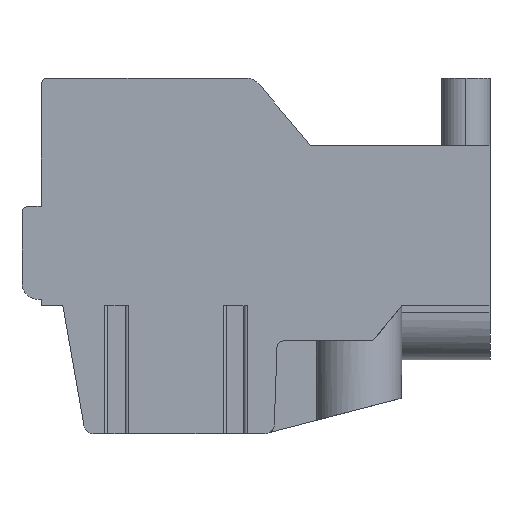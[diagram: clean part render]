
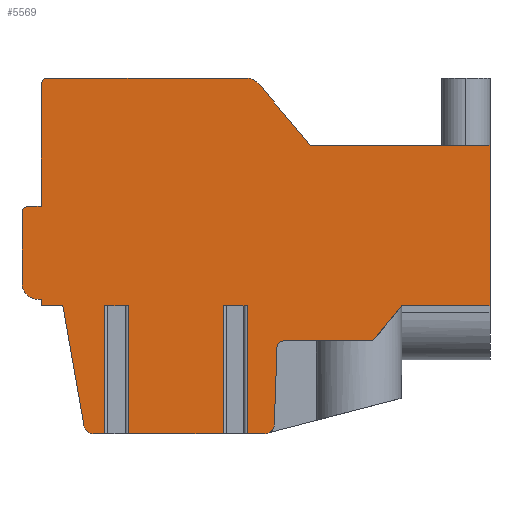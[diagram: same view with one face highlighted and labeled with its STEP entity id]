
A CAD part, front view. The second image highlights one B-rep face of the part: STEP entity #5569.
In plain terms, the highlighted planar face has unit normal (0, -1, 0).
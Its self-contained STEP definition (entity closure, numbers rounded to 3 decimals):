
#1=DIRECTION('',(1.,0.,0.));
#2=VECTOR('',#1,0.746);
#3=CARTESIAN_POINT('',(-12.023,0.,-7.186));
#4=LINE('',#3,#2);
#5=DIRECTION('',(0.,0.,-1.));
#6=VECTOR('',#5,4.);
#7=CARTESIAN_POINT('',(-12.023,0.,-7.186));
#8=LINE('',#7,#6);
#9=DIRECTION('',(-1.,0.,0.));
#10=VECTOR('',#9,0.348);
#11=CARTESIAN_POINT('',(-12.023,0.,-11.186));
#12=LINE('',#11,#10);
#13=CARTESIAN_POINT('',(-12.371,0.,-10.886));
#14=DIRECTION('',(0.,1.,0.));
#15=DIRECTION('',(0.,0.,-1.));
#16=AXIS2_PLACEMENT_3D('',#13,#14,#15);
#18=DIRECTION('',(-0.174,0.,0.985));
#19=VECTOR('',#18,3.81);
#20=CARTESIAN_POINT('',(-12.667,0.,-10.938));
#21=LINE('',#20,#19);
#22=DIRECTION('',(-1.,0.,0.));
#23=VECTOR('',#22,0.672);
#24=CARTESIAN_POINT('',(-13.328,0.,-7.186));
#25=LINE('',#24,#23);
#26=DIRECTION('',(0.,0.,1.));
#27=VECTOR('',#26,0.2);
#28=CARTESIAN_POINT('',(-14.,0.,-7.186));
#29=LINE('',#28,#27);
#30=DIRECTION('',(-1.,0.,0.));
#31=VECTOR('',#30,0.1);
#32=CARTESIAN_POINT('',(-14.,0.,-6.986));
#33=LINE('',#32,#31);
#34=CARTESIAN_POINT('',(-14.1,0.,-6.486));
#35=DIRECTION('',(0.,1.,0.));
#36=DIRECTION('',(0.,0.,-1.));
#37=AXIS2_PLACEMENT_3D('',#34,#35,#36);
#39=DIRECTION('',(0.,0.,1.));
#40=VECTOR('',#39,2.2);
#41=CARTESIAN_POINT('',(-14.6,0.,-6.486));
#42=LINE('',#41,#40);
#43=CARTESIAN_POINT('',(-14.4,0.,-4.286));
#44=DIRECTION('',(0.,1.,0.));
#45=DIRECTION('',(-1.,0.,0.));
#46=AXIS2_PLACEMENT_3D('',#43,#44,#45);
#48=DIRECTION('',(1.,0.,0.));
#49=VECTOR('',#48,0.4);
#50=CARTESIAN_POINT('',(-14.4,0.,-4.086));
#51=LINE('',#50,#49);
#52=DIRECTION('',(0.,0.,1.));
#53=VECTOR('',#52,3.8);
#54=CARTESIAN_POINT('',(-14.,0.,-4.086));
#55=LINE('',#54,#53);
#56=CARTESIAN_POINT('',(-13.8,0.,-0.286));
#57=DIRECTION('',(0.,1.,0.));
#58=DIRECTION('',(-1.,0.,0.));
#59=AXIS2_PLACEMENT_3D('',#56,#57,#58);
#61=DIRECTION('',(1.,0.,0.));
#62=VECTOR('',#61,6.205);
#63=CARTESIAN_POINT('',(-13.8,0.,-0.086));
#64=LINE('',#63,#62);
#65=CARTESIAN_POINT('',(-7.595,0.,-0.586));
#66=DIRECTION('',(0.,1.,0.));
#67=DIRECTION('',(0.,0.,1.));
#68=AXIS2_PLACEMENT_3D('',#65,#66,#67);
#70=DIRECTION('',(0.643,0.,-0.766));
#71=VECTOR('',#70,2.508);
#72=CARTESIAN_POINT('',(-7.212,0.,-0.264));
#73=LINE('',#72,#71);
#74=DIRECTION('',(1.,0.,0.));
#75=VECTOR('',#74,5.6);
#76=CARTESIAN_POINT('',(-5.6,0.,-2.186));
#77=LINE('',#76,#75);
#78=DIRECTION('',(0.,0.,-1.));
#79=VECTOR('',#78,5.);
#80=CARTESIAN_POINT('',(0.,0.,-2.186));
#81=LINE('',#80,#79);
#82=DIRECTION('',(-1.,0.,0.));
#83=VECTOR('',#82,2.75);
#84=CARTESIAN_POINT('',(0.,0.,-7.186));
#85=LINE('',#84,#83);
#86=DIRECTION('',(-0.635,0.,-0.773));
#87=VECTOR('',#86,1.423);
#88=CARTESIAN_POINT('',(-2.75,0.,-7.186));
#89=LINE('',#88,#87);
#90=DIRECTION('',(-1.,0.,0.));
#91=VECTOR('',#90,2.792);
#92=CARTESIAN_POINT('',(-3.653,0.,-8.286));
#93=LINE('',#92,#91);
#94=CARTESIAN_POINT('',(-6.445,0.,-8.486));
#95=DIRECTION('',(0.,-1.,0.));
#96=DIRECTION('',(0.,0.,1.));
#97=AXIS2_PLACEMENT_3D('',#94,#95,#96);
#99=DIRECTION('',(-0.035,0.,-0.999));
#100=VECTOR('',#99,2.419);
#101=CARTESIAN_POINT('',(-6.645,0.,-8.479));
#102=LINE('',#101,#100);
#103=CARTESIAN_POINT('',(-7.029,0.,-10.886));
#104=DIRECTION('',(0.,1.,0.));
#105=DIRECTION('',(0.999,0.,-0.035));
#106=AXIS2_PLACEMENT_3D('',#103,#104,#105);
#108=DIRECTION('',(-1.,0.,0.));
#109=VECTOR('',#108,0.547);
#110=CARTESIAN_POINT('',(-7.029,0.,-11.186));
#111=LINE('',#110,#109);
#112=DIRECTION('',(0.,0.,-1.));
#113=VECTOR('',#112,4.);
#114=CARTESIAN_POINT('',(-7.577,0.,-7.186));
#115=LINE('',#114,#113);
#116=DIRECTION('',(1.,0.,0.));
#117=VECTOR('',#116,0.746);
#118=CARTESIAN_POINT('',(-8.323,0.,-7.186));
#119=LINE('',#118,#117);
#120=DIRECTION('',(0.,0.,-1.));
#121=VECTOR('',#120,4.);
#122=CARTESIAN_POINT('',(-8.323,0.,-7.186));
#123=LINE('',#122,#121);
#124=DIRECTION('',(-1.,0.,0.));
#125=VECTOR('',#124,2.954);
#126=CARTESIAN_POINT('',(-8.323,0.,-11.186));
#127=LINE('',#126,#125);
#128=DIRECTION('',(0.,0.,-1.));
#129=VECTOR('',#128,4.);
#130=CARTESIAN_POINT('',(-11.277,0.,-7.186));
#131=LINE('',#130,#129);
#4247=CARTESIAN_POINT('',(-14.6,0.,-6.486));
#4248=CARTESIAN_POINT('',(-14.6,0.,-4.286));
#4249=VERTEX_POINT('',#4247);
#4250=VERTEX_POINT('',#4248);
#4251=CARTESIAN_POINT('',(-14.4,0.,-4.086));
#4252=VERTEX_POINT('',#4251);
#4253=CARTESIAN_POINT('',(-14.,0.,-4.086));
#4254=VERTEX_POINT('',#4253);
#4255=CARTESIAN_POINT('',(-14.,0.,-0.286));
#4256=VERTEX_POINT('',#4255);
#4257=CARTESIAN_POINT('',(-13.8,0.,-0.086));
#4258=VERTEX_POINT('',#4257);
#4259=CARTESIAN_POINT('',(-7.595,0.,-0.086));
#4260=VERTEX_POINT('',#4259);
#4261=CARTESIAN_POINT('',(-7.212,0.,-0.264));
#4262=VERTEX_POINT('',#4261);
#4263=CARTESIAN_POINT('',(-5.6,0.,-2.186));
#4264=VERTEX_POINT('',#4263);
#4265=CARTESIAN_POINT('',(0.,0.,-2.186));
#4266=VERTEX_POINT('',#4265);
#4267=CARTESIAN_POINT('',(0.,0.,-7.186));
#4268=VERTEX_POINT('',#4267);
#4269=CARTESIAN_POINT('',(-2.75,0.,-7.186));
#4270=VERTEX_POINT('',#4269);
#4271=CARTESIAN_POINT('',(-3.653,0.,-8.286));
#4272=VERTEX_POINT('',#4271);
#4273=CARTESIAN_POINT('',(-6.445,0.,-8.286));
#4274=VERTEX_POINT('',#4273);
#4275=CARTESIAN_POINT('',(-6.645,0.,-8.479));
#4276=VERTEX_POINT('',#4275);
#4277=CARTESIAN_POINT('',(-6.73,0.,-10.896));
#4278=VERTEX_POINT('',#4277);
#4279=CARTESIAN_POINT('',(-7.029,0.,-11.186));
#4280=VERTEX_POINT('',#4279);
#4281=CARTESIAN_POINT('',(-12.371,0.,-11.186));
#4282=CARTESIAN_POINT('',(-12.667,0.,-10.938));
#4283=VERTEX_POINT('',#4281);
#4284=VERTEX_POINT('',#4282);
#4285=CARTESIAN_POINT('',(-13.328,0.,-7.186));
#4286=VERTEX_POINT('',#4285);
#4287=CARTESIAN_POINT('',(-14.,0.,-7.186));
#4288=VERTEX_POINT('',#4287);
#4289=CARTESIAN_POINT('',(-14.,0.,-6.986));
#4290=VERTEX_POINT('',#4289);
#4291=CARTESIAN_POINT('',(-14.1,0.,-6.986));
#4292=VERTEX_POINT('',#4291);
#5460=CARTESIAN_POINT('',(-12.023,0.,-7.186));
#5461=CARTESIAN_POINT('',(-11.277,0.,-7.186));
#5462=VERTEX_POINT('',#5460);
#5463=VERTEX_POINT('',#5461);
#5464=CARTESIAN_POINT('',(-8.323,0.,-7.186));
#5465=CARTESIAN_POINT('',(-7.577,0.,-7.186));
#5466=VERTEX_POINT('',#5464);
#5467=VERTEX_POINT('',#5465);
#5468=CARTESIAN_POINT('',(-11.277,0.,-11.186));
#5469=VERTEX_POINT('',#5468);
#5470=CARTESIAN_POINT('',(-12.023,0.,-11.186));
#5471=VERTEX_POINT('',#5470);
#5472=CARTESIAN_POINT('',(-8.323,0.,-11.186));
#5473=VERTEX_POINT('',#5472);
#5474=CARTESIAN_POINT('',(-7.577,0.,-11.186));
#5475=VERTEX_POINT('',#5474);
#5500=CARTESIAN_POINT('',(0.,0.,0.));
#5501=DIRECTION('',(0.,1.,0.));
#5502=DIRECTION('',(1.,0.,0.));
#5503=AXIS2_PLACEMENT_3D('',#5500,#5501,#5502);
#5504=PLANE('',#5503);
#5506=ORIENTED_EDGE('',*,*,#5505,.F.);
#5508=ORIENTED_EDGE('',*,*,#5507,.T.);
#5510=ORIENTED_EDGE('',*,*,#5509,.T.);
#5512=ORIENTED_EDGE('',*,*,#5511,.T.);
#5514=ORIENTED_EDGE('',*,*,#5513,.T.);
#5516=ORIENTED_EDGE('',*,*,#5515,.T.);
#5518=ORIENTED_EDGE('',*,*,#5517,.T.);
#5520=ORIENTED_EDGE('',*,*,#5519,.T.);
#5522=ORIENTED_EDGE('',*,*,#5521,.T.);
#5524=ORIENTED_EDGE('',*,*,#5523,.T.);
#5526=ORIENTED_EDGE('',*,*,#5525,.T.);
#5528=ORIENTED_EDGE('',*,*,#5527,.T.);
#5530=ORIENTED_EDGE('',*,*,#5529,.T.);
#5532=ORIENTED_EDGE('',*,*,#5531,.T.);
#5534=ORIENTED_EDGE('',*,*,#5533,.T.);
#5536=ORIENTED_EDGE('',*,*,#5535,.T.);
#5538=ORIENTED_EDGE('',*,*,#5537,.T.);
#5540=ORIENTED_EDGE('',*,*,#5539,.T.);
#5542=ORIENTED_EDGE('',*,*,#5541,.T.);
#5544=ORIENTED_EDGE('',*,*,#5543,.T.);
#5546=ORIENTED_EDGE('',*,*,#5545,.T.);
#5548=ORIENTED_EDGE('',*,*,#5547,.T.);
#5550=ORIENTED_EDGE('',*,*,#5549,.T.);
#5552=ORIENTED_EDGE('',*,*,#5551,.T.);
#5554=ORIENTED_EDGE('',*,*,#5553,.T.);
#5556=ORIENTED_EDGE('',*,*,#5555,.T.);
#5558=ORIENTED_EDGE('',*,*,#5557,.F.);
#5560=ORIENTED_EDGE('',*,*,#5559,.F.);
#5562=ORIENTED_EDGE('',*,*,#5561,.T.);
#5564=ORIENTED_EDGE('',*,*,#5563,.T.);
#5566=ORIENTED_EDGE('',*,*,#5565,.F.);
#5567=EDGE_LOOP('',(#5506,#5508,#5510,#5512,#5514,#5516,#5518,#5520,#5522,#5524,
#5526,#5528,#5530,#5532,#5534,#5536,#5538,#5540,#5542,#5544,#5546,#5548,#5550,
#5552,#5554,#5556,#5558,#5560,#5562,#5564,#5566));
#5568=FACE_OUTER_BOUND('',#5567,.F.);
#5569=ADVANCED_FACE('',(#5568),#5504,.F.);
#17=CIRCLE('',#16,0.3);
#38=CIRCLE('',#37,0.5);
#47=CIRCLE('',#46,0.2);
#60=CIRCLE('',#59,0.2);
#69=CIRCLE('',#68,0.5);
#98=CIRCLE('',#97,0.2);
#107=CIRCLE('',#106,0.3);
#5505=EDGE_CURVE('',#5462,#5463,#4,.T.);
#5507=EDGE_CURVE('',#5462,#5471,#8,.T.);
#5509=EDGE_CURVE('',#5471,#4283,#12,.T.);
#5511=EDGE_CURVE('',#4283,#4284,#17,.T.);
#5513=EDGE_CURVE('',#4284,#4286,#21,.T.);
#5515=EDGE_CURVE('',#4286,#4288,#25,.T.);
#5517=EDGE_CURVE('',#4288,#4290,#29,.T.);
#5519=EDGE_CURVE('',#4290,#4292,#33,.T.);
#5521=EDGE_CURVE('',#4292,#4249,#38,.T.);
#5523=EDGE_CURVE('',#4249,#4250,#42,.T.);
#5525=EDGE_CURVE('',#4250,#4252,#47,.T.);
#5527=EDGE_CURVE('',#4252,#4254,#51,.T.);
#5529=EDGE_CURVE('',#4254,#4256,#55,.T.);
#5531=EDGE_CURVE('',#4256,#4258,#60,.T.);
#5533=EDGE_CURVE('',#4258,#4260,#64,.T.);
#5535=EDGE_CURVE('',#4260,#4262,#69,.T.);
#5537=EDGE_CURVE('',#4262,#4264,#73,.T.);
#5539=EDGE_CURVE('',#4264,#4266,#77,.T.);
#5541=EDGE_CURVE('',#4266,#4268,#81,.T.);
#5543=EDGE_CURVE('',#4268,#4270,#85,.T.);
#5545=EDGE_CURVE('',#4270,#4272,#89,.T.);
#5547=EDGE_CURVE('',#4272,#4274,#93,.T.);
#5549=EDGE_CURVE('',#4274,#4276,#98,.T.);
#5551=EDGE_CURVE('',#4276,#4278,#102,.T.);
#5553=EDGE_CURVE('',#4278,#4280,#107,.T.);
#5555=EDGE_CURVE('',#4280,#5475,#111,.T.);
#5557=EDGE_CURVE('',#5467,#5475,#115,.T.);
#5559=EDGE_CURVE('',#5466,#5467,#119,.T.);
#5561=EDGE_CURVE('',#5466,#5473,#123,.T.);
#5563=EDGE_CURVE('',#5473,#5469,#127,.T.);
#5565=EDGE_CURVE('',#5463,#5469,#131,.T.);
